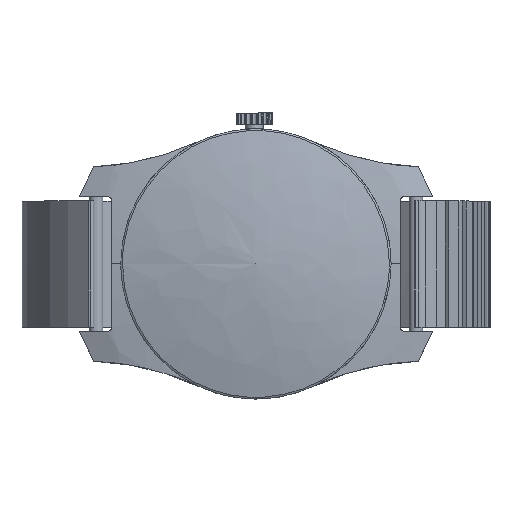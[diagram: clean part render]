
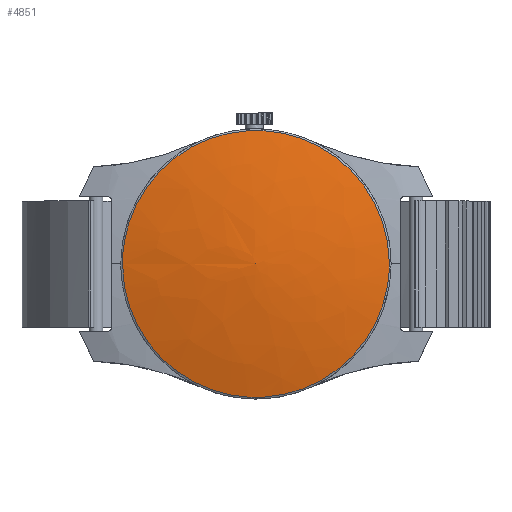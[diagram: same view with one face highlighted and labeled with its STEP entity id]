
A CAD part, top view. The second image highlights one B-rep face of the part: STEP entity #4851.
In plain terms, the highlighted free-form (B-spline) face has degree [2, 2] with [9, 3] control points.
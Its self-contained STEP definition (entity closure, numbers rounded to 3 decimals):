
#4851 = ADVANCED_FACE('',(#4852),#4883,.F.);
#4852 = FACE_BOUND('',#4853,.F.);
#4853 = EDGE_LOOP('',(#4854,#4866,#4874,#4882));
#4854 = ORIENTED_EDGE('',*,*,#4855,.F.);
#4855 = EDGE_CURVE('',#4856,#4858,#4860,.T.);
#4856 = VERTEX_POINT('',#4857);
#4857 = CARTESIAN_POINT('',(32.742,0.,5.474));
#4858 = VERTEX_POINT('',#4859);
#4859 = CARTESIAN_POINT('',(-32.742,0.,5.474));
#4860 = ( BOUNDED_CURVE() B_SPLINE_CURVE(2,(#4861,#4862,#4863,#4864,
#4865),.UNSPECIFIED.,.F.,.F.) B_SPLINE_CURVE_WITH_KNOTS((3,2,3),(
    3.142,4.712,6.283),
.PIECEWISE_BEZIER_KNOTS.) CURVE() GEOMETRIC_REPRESENTATION_ITEM() 
RATIONAL_B_SPLINE_CURVE((1.,0.707,1.,0.707,1.)) 
REPRESENTATION_ITEM('') );
#4861 = CARTESIAN_POINT('',(32.742,0.,
    5.474));
#4862 = CARTESIAN_POINT('',(32.742,32.742,
    5.474));
#4863 = CARTESIAN_POINT('',(0.,32.742,
    5.474));
#4864 = CARTESIAN_POINT('',(-32.742,32.742,
    5.474));
#4865 = CARTESIAN_POINT('',(-32.742,0.,
    5.474));
#4866 = ORIENTED_EDGE('',*,*,#4867,.F.);
#4867 = EDGE_CURVE('',#4858,#4856,#4868,.T.);
#4868 = ( BOUNDED_CURVE() B_SPLINE_CURVE(2,(#4869,#4870,#4871,#4872,
#4873),.UNSPECIFIED.,.F.,.F.) B_SPLINE_CURVE_WITH_KNOTS((3,2,3),(0.,
1.571,3.142),.PIECEWISE_BEZIER_KNOTS.) CURVE() 
GEOMETRIC_REPRESENTATION_ITEM() RATIONAL_B_SPLINE_CURVE((1.,
0.707,1.,0.707,1.)) REPRESENTATION_ITEM('') );
#4869 = CARTESIAN_POINT('',(-32.742,0.,5.474));
#4870 = CARTESIAN_POINT('',(-32.742,-32.742,
    5.474));
#4871 = CARTESIAN_POINT('',(0.,-32.742,
    5.474));
#4872 = CARTESIAN_POINT('',(32.742,-32.742,
    5.474));
#4873 = CARTESIAN_POINT('',(32.742,0.,
    5.474));
#4874 = ORIENTED_EDGE('',*,*,#4875,.T.);
#4875 = EDGE_CURVE('',#4858,#4876,#4878,.T.);
#4876 = VERTEX_POINT('',#4877);
#4877 = CARTESIAN_POINT('',(0.,0.,9.858));
#4878 = ( BOUNDED_CURVE() B_SPLINE_CURVE(2,(#4879,#4880,#4881),
.UNSPECIFIED.,.F.,.F.) B_SPLINE_CURVE_WITH_KNOTS((3,3),(1.338,
1.537),.PIECEWISE_BEZIER_KNOTS.) CURVE() 
GEOMETRIC_REPRESENTATION_ITEM() RATIONAL_B_SPLINE_CURVE((1.,
0.995,1.)) REPRESENTATION_ITEM('') );
#4879 = CARTESIAN_POINT('',(-32.742,0.,5.474));
#4880 = CARTESIAN_POINT('',(-16.591,0.,9.305));
#4881 = CARTESIAN_POINT('',(0.,0.,9.858));
#4882 = ORIENTED_EDGE('',*,*,#4875,.F.);
#4883 = ( BOUNDED_SURFACE() B_SPLINE_SURFACE(2,2,(
    (#4884,#4885,#4886)
    ,(#4887,#4888,#4889)
    ,(#4890,#4891,#4892)
    ,(#4893,#4894,#4895)
    ,(#4896,#4897,#4898)
    ,(#4899,#4900,#4901)
    ,(#4902,#4903,#4904)
    ,(#4905,#4906,#4907)
    ,(#4908,#4909,#4910
)),.UNSPECIFIED.,.T.,.F.,.F.) B_SPLINE_SURFACE_WITH_KNOTS((3,2,2,2,3),(3
    ,3),(-3.142,-2.094,0.,2.094,3.142)
  ,(4.48,4.679),.UNSPECIFIED.) 
GEOMETRIC_REPRESENTATION_ITEM() RATIONAL_B_SPLINE_SURFACE((
    (0.75,0.746,0.75)
    ,(0.75,0.746,0.75)
    ,(1.,0.995,1.)
    ,(0.5,0.498,0.5)
    ,(1.,0.995,1.)
    ,(0.5,0.498,0.5)
    ,(1.,0.995,1.)
    ,(0.75,0.746,0.75)
,(0.75,0.746,0.75))) REPRESENTATION_ITEM('') SURFACE() );
#4884 = CARTESIAN_POINT('',(-32.742,0.,
    5.474));
#4885 = CARTESIAN_POINT('',(-16.591,0.,
    9.305));
#4886 = CARTESIAN_POINT('',(0.,0.,9.858));
#4887 = CARTESIAN_POINT('',(-32.742,18.904,
    5.474));
#4888 = CARTESIAN_POINT('',(-16.591,9.579,
    9.305));
#4889 = CARTESIAN_POINT('',(0.,0.,
    9.858));
#4890 = CARTESIAN_POINT('',(-16.371,28.356,
    5.474));
#4891 = CARTESIAN_POINT('',(-8.295,14.368,
    9.305));
#4892 = CARTESIAN_POINT('',(0.,0.,
    9.858));
#4893 = CARTESIAN_POINT('',(32.742,56.711,
    5.474));
#4894 = CARTESIAN_POINT('',(16.591,28.736,
    9.305));
#4895 = CARTESIAN_POINT('',(0.,0.,
    9.858));
#4896 = CARTESIAN_POINT('',(32.742,0.,5.474));
#4897 = CARTESIAN_POINT('',(16.591,0.,9.305));
#4898 = CARTESIAN_POINT('',(0.,0.,9.858));
#4899 = CARTESIAN_POINT('',(32.742,-56.711,
    5.474));
#4900 = CARTESIAN_POINT('',(16.591,-28.736,
    9.305));
#4901 = CARTESIAN_POINT('',(0.,0.,
    9.858));
#4902 = CARTESIAN_POINT('',(-16.371,-28.356,
    5.474));
#4903 = CARTESIAN_POINT('',(-8.295,-14.368,
    9.305));
#4904 = CARTESIAN_POINT('',(0.,0.,
    9.858));
#4905 = CARTESIAN_POINT('',(-32.742,-18.904,
    5.474));
#4906 = CARTESIAN_POINT('',(-16.591,-9.579,
    9.305));
#4907 = CARTESIAN_POINT('',(0.,0.,
    9.858));
#4908 = CARTESIAN_POINT('',(-32.742,0.,
    5.474));
#4909 = CARTESIAN_POINT('',(-16.591,0.,
    9.305));
#4910 = CARTESIAN_POINT('',(0.,0.,9.858));
